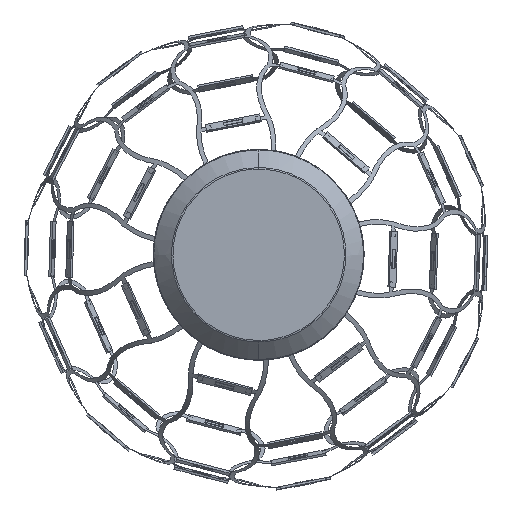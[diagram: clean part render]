
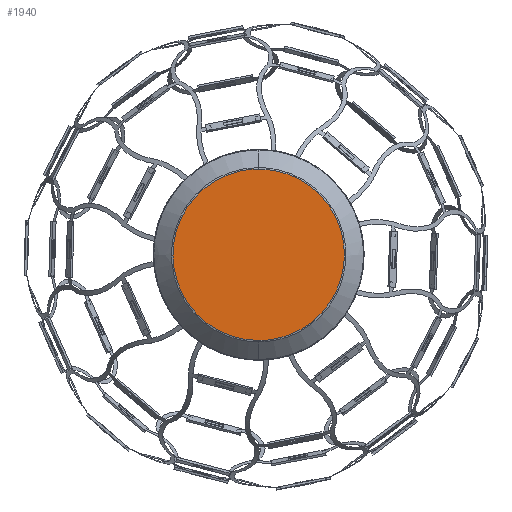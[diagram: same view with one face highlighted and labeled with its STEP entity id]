
A CAD part, top view. The second image highlights one B-rep face of the part: STEP entity #1940.
In plain terms, the highlighted planar face has unit normal (0, 0, 1).
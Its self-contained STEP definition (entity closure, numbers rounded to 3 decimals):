
#901=PLANE('',#15022);
#1940=ADVANCED_FACE('',(#2758),#901,.T.);
#2758=FACE_OUTER_BOUND('',#3578,.T.);
#3578=EDGE_LOOP('',(#7407,#7408));
#7407=ORIENTED_EDGE('',*,*,#9850,.F.);
#7408=ORIENTED_EDGE('',*,*,#9849,.F.);
#9849=EDGE_CURVE('',#14114,#14113,#9953,.T.);
#9850=EDGE_CURVE('',#14113,#14114,#9954,.T.);
#9953=(
BOUNDED_CURVE()
B_SPLINE_CURVE(2,(#25703,#25704,#25705,#25706,#25707),.UNSPECIFIED.,.F.,
 .F.)
B_SPLINE_CURVE_WITH_KNOTS((3,2,3),(0.,116.694,233.388),
 .UNSPECIFIED.)
CURVE()
GEOMETRIC_REPRESENTATION_ITEM()
RATIONAL_B_SPLINE_CURVE((1.,0.707,1.,0.707,1.))
REPRESENTATION_ITEM('')
);
#9954=(
BOUNDED_CURVE()
B_SPLINE_CURVE(2,(#25708,#25709,#25710,#25711,#25712),.UNSPECIFIED.,.F.,
 .F.)
B_SPLINE_CURVE_WITH_KNOTS((3,2,3),(0.,116.694,233.388),
 .UNSPECIFIED.)
CURVE()
GEOMETRIC_REPRESENTATION_ITEM()
RATIONAL_B_SPLINE_CURVE((1.,0.707,1.,0.707,1.))
REPRESENTATION_ITEM('')
);
#14113=VERTEX_POINT('',#25583);
#14114=VERTEX_POINT('',#25584);
#15022=AXIS2_PLACEMENT_3D('',#25346,#15813,$);
#15813=DIRECTION('',(0.,0.,1.));
#25346=CARTESIAN_POINT('',(-90.046,-90.046,231.039));
#25583=CARTESIAN_POINT('',(0.,-74.29,231.039));
#25584=CARTESIAN_POINT('',(0.,74.29,231.039));
#25703=CARTESIAN_POINT('',(0.,74.29,231.039));
#25704=CARTESIAN_POINT('',(74.29,74.29,231.039));
#25705=CARTESIAN_POINT('',(74.29,0.,231.039));
#25706=CARTESIAN_POINT('',(74.29,-74.29,231.039));
#25707=CARTESIAN_POINT('',(0.,-74.29,231.039));
#25708=CARTESIAN_POINT('',(0.,-74.29,231.039));
#25709=CARTESIAN_POINT('',(-74.29,-74.29,231.039));
#25710=CARTESIAN_POINT('',(-74.29,0.,231.039));
#25711=CARTESIAN_POINT('',(-74.29,74.29,231.039));
#25712=CARTESIAN_POINT('',(0.,74.29,231.039));
